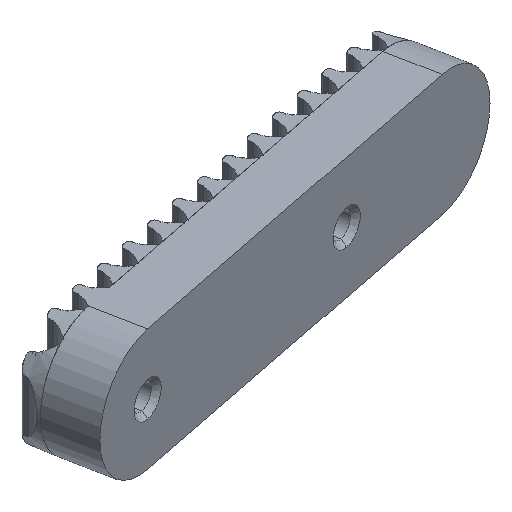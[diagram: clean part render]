
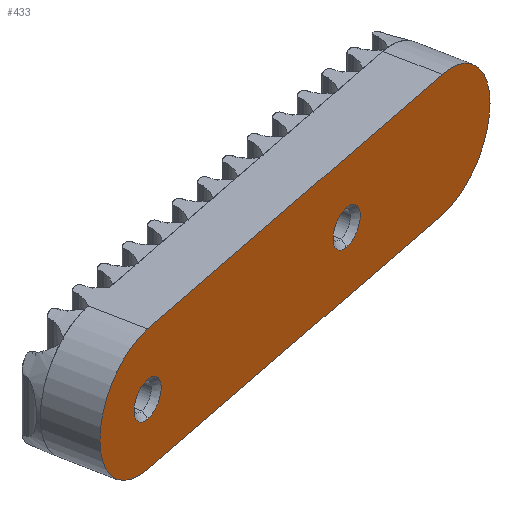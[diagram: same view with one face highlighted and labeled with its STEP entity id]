
A CAD part, isometric view. The second image highlights one B-rep face of the part: STEP entity #433.
In plain terms, the highlighted planar face has unit normal (0.195, -0.981, 0).
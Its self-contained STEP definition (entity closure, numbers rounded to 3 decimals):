
#28=CARTESIAN_POINT('',(1.394,-13.95,-1.));
#29=DIRECTION('',(0.195,-0.981,0.));
#30=DIRECTION('',(0.,0.,1.));
#31=AXIS2_PLACEMENT_3D('',#28,#29,#30);
#33=CARTESIAN_POINT('',(37.683,-6.731,-1.));
#34=DIRECTION('',(0.195,-0.981,0.));
#35=DIRECTION('',(0.,0.,-1.));
#36=AXIS2_PLACEMENT_3D('',#33,#34,#35);
#38=CARTESIAN_POINT('',(25.913,-9.072,-1.));
#39=DIRECTION('',(-0.195,0.981,0.));
#40=DIRECTION('',(0.,0.,1.));
#41=AXIS2_PLACEMENT_3D('',#38,#39,#40);
#43=CARTESIAN_POINT('',(25.913,-9.072,-1.));
#44=DIRECTION('',(-0.195,0.981,0.));
#45=DIRECTION('',(0.,0.,-1.));
#46=AXIS2_PLACEMENT_3D('',#43,#44,#45);
#48=CARTESIAN_POINT('',(1.394,-13.95,-1.));
#49=DIRECTION('',(-0.195,0.981,0.));
#50=DIRECTION('',(0.,0.,1.));
#51=AXIS2_PLACEMENT_3D('',#48,#49,#50);
#53=CARTESIAN_POINT('',(1.394,-13.95,-1.));
#54=DIRECTION('',(-0.195,0.981,0.));
#55=DIRECTION('',(0.,0.,-1.));
#56=AXIS2_PLACEMENT_3D('',#53,#54,#55);
#68=DIRECTION('',(-0.981,-0.195,0.));
#69=VECTOR('',#68,37.);
#70=CARTESIAN_POINT('',(37.683,-6.731,-7.));
#71=LINE('',#70,#69);
#182=DIRECTION('',(0.981,0.195,0.));
#183=VECTOR('',#182,37.);
#184=CARTESIAN_POINT('',(1.394,-13.95,5.));
#185=LINE('',#184,#183);
#274=CARTESIAN_POINT('',(37.683,-6.731,-7.));
#275=CARTESIAN_POINT('',(1.394,-13.95,-7.));
#276=VERTEX_POINT('',#274);
#277=VERTEX_POINT('',#275);
#278=CARTESIAN_POINT('',(37.683,-6.731,5.));
#279=VERTEX_POINT('',#278);
#280=CARTESIAN_POINT('',(1.394,-13.95,5.));
#281=VERTEX_POINT('',#280);
#319=CARTESIAN_POINT('',(1.394,-13.95,0.7));
#321=VERTEX_POINT('',#319);
#322=CARTESIAN_POINT('',(1.394,-13.95,-2.7));
#323=VERTEX_POINT('',#322);
#331=CARTESIAN_POINT('',(25.913,-9.072,0.7));
#333=VERTEX_POINT('',#331);
#334=CARTESIAN_POINT('',(25.913,-9.072,-2.7));
#335=VERTEX_POINT('',#334);
#408=CARTESIAN_POINT('',(19.538,-10.34,-1.));
#409=DIRECTION('',(0.195,-0.981,0.));
#410=DIRECTION('',(0.,0.,-1.));
#411=AXIS2_PLACEMENT_3D('',#408,#409,#410);
#412=PLANE('',#411);
#414=ORIENTED_EDGE('',*,*,#413,.T.);
#416=ORIENTED_EDGE('',*,*,#415,.F.);
#418=ORIENTED_EDGE('',*,*,#417,.T.);
#420=ORIENTED_EDGE('',*,*,#419,.F.);
#421=EDGE_LOOP('',(#414,#416,#418,#420));
#422=FACE_OUTER_BOUND('',#421,.F.);
#424=ORIENTED_EDGE('',*,*,#423,.F.);
#426=ORIENTED_EDGE('',*,*,#425,.F.);
#427=EDGE_LOOP('',(#424,#426));
#428=FACE_BOUND('',#427,.F.);
#429=ORIENTED_EDGE('',*,*,#359,.F.);
#430=ORIENTED_EDGE('',*,*,#402,.F.);
#431=EDGE_LOOP('',(#429,#430));
#432=FACE_BOUND('',#431,.F.);
#433=ADVANCED_FACE('',(#422,#428,#432),#412,.T.);
#32=CIRCLE('',#31,6.);
#37=CIRCLE('',#36,6.);
#42=CIRCLE('',#41,1.7);
#47=CIRCLE('',#46,1.7);
#52=CIRCLE('',#51,1.7);
#57=CIRCLE('',#56,1.7);
#359=EDGE_CURVE('',#321,#323,#52,.T.);
#402=EDGE_CURVE('',#323,#321,#57,.T.);
#413=EDGE_CURVE('',#276,#277,#71,.T.);
#415=EDGE_CURVE('',#281,#277,#32,.T.);
#417=EDGE_CURVE('',#281,#279,#185,.T.);
#419=EDGE_CURVE('',#276,#279,#37,.T.);
#423=EDGE_CURVE('',#333,#335,#42,.T.);
#425=EDGE_CURVE('',#335,#333,#47,.T.);
